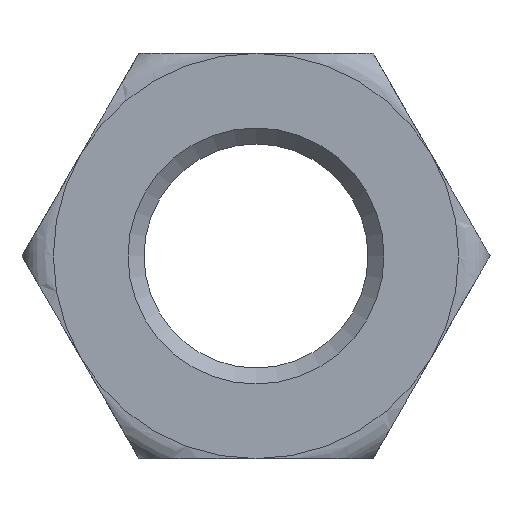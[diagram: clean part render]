
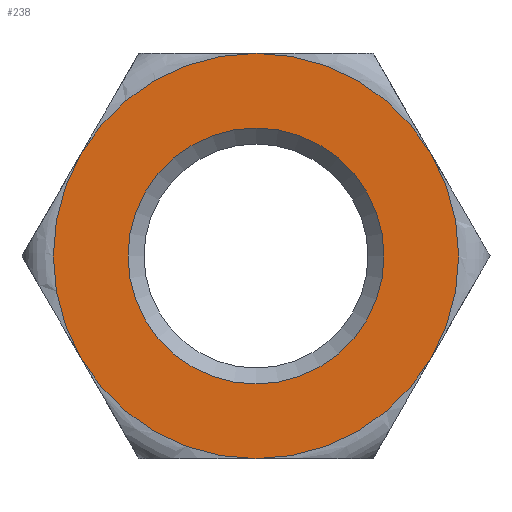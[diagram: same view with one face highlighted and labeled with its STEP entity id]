
A CAD part, front view. The second image highlights one B-rep face of the part: STEP entity #238.
In plain terms, the highlighted planar face has unit normal (0, -1, 0).
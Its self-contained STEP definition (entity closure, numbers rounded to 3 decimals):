
#2 = FACE_OUTER_BOUND ( 'NONE', #339, .T. ) ;
#27 = EDGE_LOOP ( 'NONE', ( #88 ) ) ;
#31 = VERTEX_POINT ( 'NONE', #810 ) ;
#42 = CIRCLE ( 'NONE', #770, 9.5 ) ;
#50 = CARTESIAN_POINT ( 'NONE',  ( 0., -5., 0. ) ) ;
#52 = VERTEX_POINT ( 'NONE', #743 ) ;
#62 = EDGE_CURVE ( 'NONE', #422, #31, #107, .T. ) ;
#63 = DIRECTION ( 'NONE',  ( 0., 1., 0. ) ) ;
#74 = ORIENTED_EDGE ( 'NONE', *, *, #114, .F. ) ;
#82 = CARTESIAN_POINT ( 'NONE',  ( 0., -5., 0. ) ) ;
#83 = DIRECTION ( 'NONE',  ( 0., 1., 0. ) ) ;
#88 = ORIENTED_EDGE ( 'NONE', *, *, #222, .T. ) ;
#91 = CARTESIAN_POINT ( 'NONE',  ( 0., -5., 0. ) ) ;
#107 = CIRCLE ( 'NONE', #250, 9.5 ) ;
#108 = AXIS2_PLACEMENT_3D ( 'NONE', #307, #63, #625 ) ;
#113 = ORIENTED_EDGE ( 'NONE', *, *, #970, .F. ) ;
#114 = EDGE_CURVE ( 'NONE', #31, #52, #612, .T. ) ;
#162 = VERTEX_POINT ( 'NONE', #460 ) ;
#185 = CARTESIAN_POINT ( 'NONE',  ( 0., -5., 0. ) ) ;
#194 = AXIS2_PLACEMENT_3D ( 'NONE', #836, #545, #981 ) ;
#196 = DIRECTION ( 'NONE',  ( 1., 0., 0. ) ) ;
#213 = AXIS2_PLACEMENT_3D ( 'NONE', #844, #388, #771 ) ;
#222 = EDGE_CURVE ( 'NONE', #429, #429, #880, .T. ) ;
#238 = ADVANCED_FACE ( 'NONE', ( #286, #2 ), #450, .F. ) ;
#250 = AXIS2_PLACEMENT_3D ( 'NONE', #50, #968, #196 ) ;
#275 = DIRECTION ( 'NONE',  ( 0., 1., 0. ) ) ;
#286 = FACE_BOUND ( 'NONE', #27, .T. ) ;
#307 = CARTESIAN_POINT ( 'NONE',  ( 0., -5., 0. ) ) ;
#339 = EDGE_LOOP ( 'NONE', ( #574, #113, #783, #415, #604, #74 ) ) ;
#379 = AXIS2_PLACEMENT_3D ( 'NONE', #82, #700, #680 ) ;
#388 = DIRECTION ( 'NONE',  ( 0., 1., 0. ) ) ;
#415 = ORIENTED_EDGE ( 'NONE', *, *, #828, .F. ) ;
#422 = VERTEX_POINT ( 'NONE', #946 ) ;
#424 = EDGE_CURVE ( 'NONE', #52, #658, #802, .T. ) ;
#429 = VERTEX_POINT ( 'NONE', #941 ) ;
#450 = PLANE ( 'NONE',  #108 ) ;
#453 = CARTESIAN_POINT ( 'NONE',  ( 8.227, -5., 4.75 ) ) ;
#460 = CARTESIAN_POINT ( 'NONE',  ( 0., -5., 9.5 ) ) ;
#461 = CARTESIAN_POINT ( 'NONE',  ( -8.227, -5., 4.75 ) ) ;
#482 = DIRECTION ( 'NONE',  ( 1., 0., 0. ) ) ;
#494 = DIRECTION ( 'NONE',  ( 1., 0., 0. ) ) ;
#498 = AXIS2_PLACEMENT_3D ( 'NONE', #867, #83, #482 ) ;
#544 = CIRCLE ( 'NONE', #498, 9.5 ) ;
#545 = DIRECTION ( 'NONE',  ( 0., 1., 0. ) ) ;
#574 = ORIENTED_EDGE ( 'NONE', *, *, #62, .F. ) ;
#604 = ORIENTED_EDGE ( 'NONE', *, *, #424, .F. ) ;
#612 = CIRCLE ( 'NONE', #194, 9.5 ) ;
#625 = DIRECTION ( 'NONE',  ( 0., 0., 1. ) ) ;
#638 = EDGE_CURVE ( 'NONE', #162, #778, #544, .T. ) ;
#652 = DIRECTION ( 'NONE',  ( 0., 1., 0. ) ) ;
#658 = VERTEX_POINT ( 'NONE', #461 ) ;
#663 = CIRCLE ( 'NONE', #213, 9.5 ) ;
#680 = DIRECTION ( 'NONE',  ( 0., 0., 1. ) ) ;
#700 = DIRECTION ( 'NONE',  ( 0., 1., 0. ) ) ;
#743 = CARTESIAN_POINT ( 'NONE',  ( -8.227, -5., -4.75 ) ) ;
#770 = AXIS2_PLACEMENT_3D ( 'NONE', #185, #652, #494 ) ;
#771 = DIRECTION ( 'NONE',  ( -1., 0., 0. ) ) ;
#778 = VERTEX_POINT ( 'NONE', #453 ) ;
#783 = ORIENTED_EDGE ( 'NONE', *, *, #638, .F. ) ;
#785 = AXIS2_PLACEMENT_3D ( 'NONE', #91, #275, #888 ) ;
#802 = CIRCLE ( 'NONE', #785, 9.5 ) ;
#810 = CARTESIAN_POINT ( 'NONE',  ( 0., -5., -9.5 ) ) ;
#828 = EDGE_CURVE ( 'NONE', #658, #162, #663, .T. ) ;
#836 = CARTESIAN_POINT ( 'NONE',  ( 0., -5., 0. ) ) ;
#844 = CARTESIAN_POINT ( 'NONE',  ( 0., -5., 0. ) ) ;
#867 = CARTESIAN_POINT ( 'NONE',  ( 0., -5., 0. ) ) ;
#880 = CIRCLE ( 'NONE', #379, 6. ) ;
#888 = DIRECTION ( 'NONE',  ( 1., 0., 0. ) ) ;
#941 = CARTESIAN_POINT ( 'NONE',  ( 0., -5., 6. ) ) ;
#946 = CARTESIAN_POINT ( 'NONE',  ( 8.227, -5., -4.75 ) ) ;
#968 = DIRECTION ( 'NONE',  ( 0., 1., 0. ) ) ;
#970 = EDGE_CURVE ( 'NONE', #778, #422, #42, .T. ) ;
#981 = DIRECTION ( 'NONE',  ( 1., 0., 0. ) ) ;
